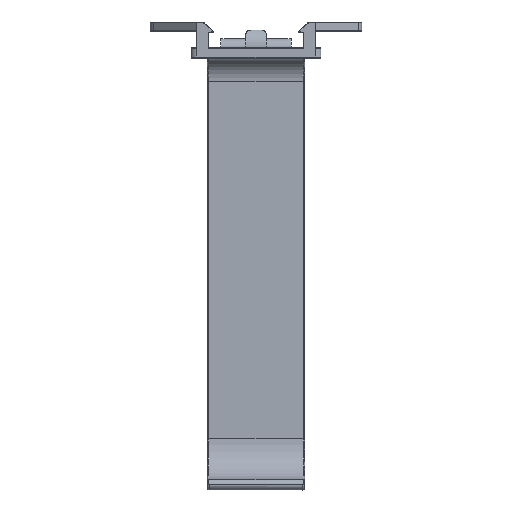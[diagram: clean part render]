
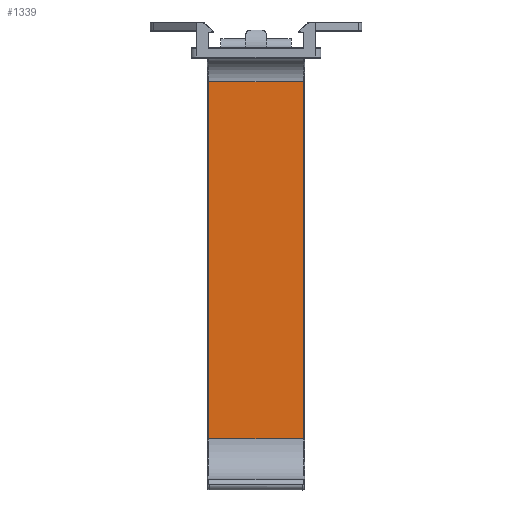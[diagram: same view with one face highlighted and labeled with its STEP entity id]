
A CAD part, front view. The second image highlights one B-rep face of the part: STEP entity #1339.
In plain terms, the highlighted planar face has unit normal (0, -1, 0).
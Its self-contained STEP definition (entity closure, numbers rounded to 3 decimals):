
#1339 = ADVANCED_FACE ( 'NONE', ( #2352 ), #3060, .F. ) ;
#1658 = VECTOR ( 'NONE', #7204, 1000. ) ;
#1660 = VECTOR ( 'NONE', #7209, 1000. ) ;
#1661 = LINE ( 'NONE', #7206, #1658 ) ;
#1662 = VECTOR ( 'NONE', #7224, 1000. ) ;
#1664 = LINE ( 'NONE', #7223, #1662 ) ;
#1666 = VECTOR ( 'NONE', #7240, 1000. ) ;
#1667 = LINE ( 'NONE', #7215, #1660 ) ;
#1668 = LINE ( 'NONE', #7243, #1666 ) ;
#2352 = FACE_OUTER_BOUND ( 'NONE', #3527, .T. ) ;
#3056 = DIRECTION ( 'NONE',  ( 0., 0., 1. ) ) ;
#3057 = DIRECTION ( 'NONE',  ( 0., 1., 0. ) ) ;
#3060 = PLANE ( 'NONE',  #8398 ) ;
#3062 = CARTESIAN_POINT ( 'NONE',  ( 13.7, 20.735, 12.8 ) ) ;
#3527 = EDGE_LOOP ( 'NONE', ( #4292, #4293, #4294, #4295 ) ) ;
#3916 = VERTEX_POINT ( 'NONE', #6350 ) ;
#3937 = VERTEX_POINT ( 'NONE', #6323 ) ;
#3985 = VERTEX_POINT ( 'NONE', #6264 ) ;
#3988 = VERTEX_POINT ( 'NONE', #6261 ) ;
#4292 = ORIENTED_EDGE ( 'NONE', *, *, #8896, .F. ) ;
#4293 = ORIENTED_EDGE ( 'NONE', *, *, #8897, .T. ) ;
#4294 = ORIENTED_EDGE ( 'NONE', *, *, #8891, .T. ) ;
#4295 = ORIENTED_EDGE ( 'NONE', *, *, #8898, .T. ) ;
#6261 = CARTESIAN_POINT ( 'NONE',  ( 8.1, 20.735, -48.302 ) ) ;
#6264 = CARTESIAN_POINT ( 'NONE',  ( -8.1, 20.735, 12.8 ) ) ;
#6323 = CARTESIAN_POINT ( 'NONE',  ( 8.1, 20.735, 12.8 ) ) ;
#6350 = CARTESIAN_POINT ( 'NONE',  ( -8.1, 20.735, -48.302 ) ) ;
#7204 = DIRECTION ( 'NONE',  ( 0., 0., -1. ) ) ;
#7206 = CARTESIAN_POINT ( 'NONE',  ( -8.1, 20.735, -48.302 ) ) ;
#7209 = DIRECTION ( 'NONE',  ( 0., 0., 1. ) ) ;
#7215 = CARTESIAN_POINT ( 'NONE',  ( 8.1, 20.735, 12.8 ) ) ;
#7223 = CARTESIAN_POINT ( 'NONE',  ( 13.7, 20.735, -48.302 ) ) ;
#7224 = DIRECTION ( 'NONE',  ( -1., 0., 0. ) ) ;
#7240 = DIRECTION ( 'NONE',  ( -1., 0., 0. ) ) ;
#7243 = CARTESIAN_POINT ( 'NONE',  ( 13.7, 20.735, 12.8 ) ) ;
#8398 = AXIS2_PLACEMENT_3D ( 'NONE', #3062, #3057, #3056 ) ;
#8891 = EDGE_CURVE ( 'NONE', #3937, #3985, #1668, .T. ) ;
#8896 = EDGE_CURVE ( 'NONE', #3988, #3916, #1664, .T. ) ;
#8897 = EDGE_CURVE ( 'NONE', #3988, #3937, #1667, .T. ) ;
#8898 = EDGE_CURVE ( 'NONE', #3985, #3916, #1661, .T. ) ;
